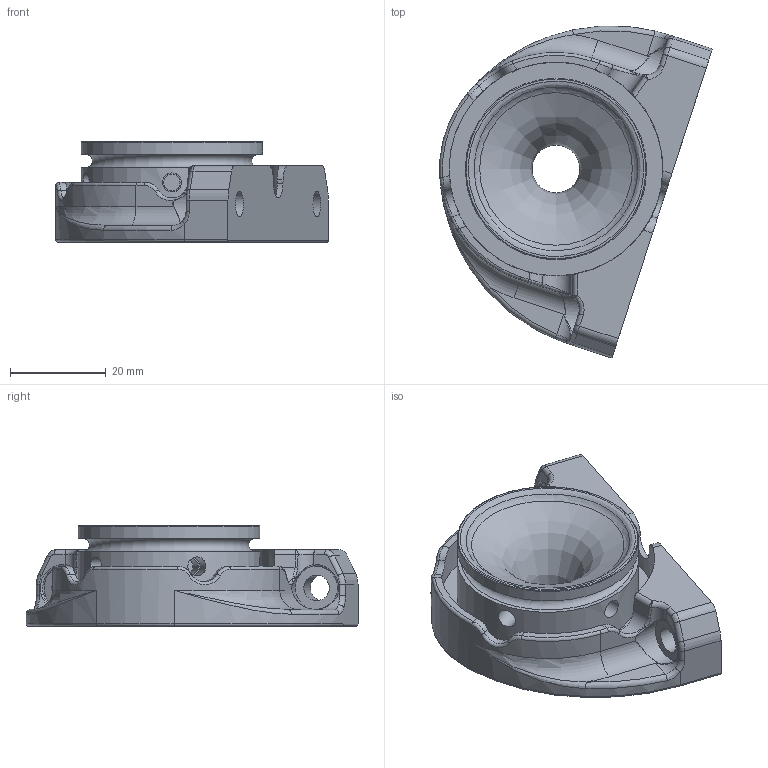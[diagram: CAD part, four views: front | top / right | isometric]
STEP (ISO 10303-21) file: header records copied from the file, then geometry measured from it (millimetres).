
FILE_DESCRIPTION(/* description */ (''),/* implementation_level */ '2;1');
FILE_NAME(/* name */ 'End Cap.stp',/* time_stamp */ '2024-08-09T23:32:12-06:00',/* author */ ('PC'),/* organization */ (''),/* preprocessor_version */ 'ST-DEVELOPER v20',/* originating_system */ 'Autodesk Inventor 2025',/* authorisation */ '');
FILE_SCHEMA (('AUTOMOTIVE_DESIGN { 1 0 10303 214 3 1 1 }'));
Length unit declared in the file: millimetre
Products named in the file (1): End Cap
Bounding box: 57.09 x 69.5 x 21 mm (x, y, z)
Volume: 30503.4 mm3; surface area: 12743.5 mm2
Topology: 1 solids, 1 shells, 186 faces, 428 edges, 257 vertices
Faces by surface type: cylinder 69, bspline 49, plane 44, torus 19, cone 5
Full cylindrical faces by diameter (mm): 3.4 x10, 4 x5, 4.6 x5, 5.35 x2, 10 x1, 15.52 x1, 18.52 x1, 37.95 x2, 44.75 x1
Entity records: 8170 total; most frequent: CARTESIAN_POINT 4088, ORIENTED_EDGE 842, DIRECTION 827, EDGE_CURVE 421, AXIS2_PLACEMENT_3D 357, VERTEX_POINT 257, EDGE_LOOP 212, CIRCLE 189
